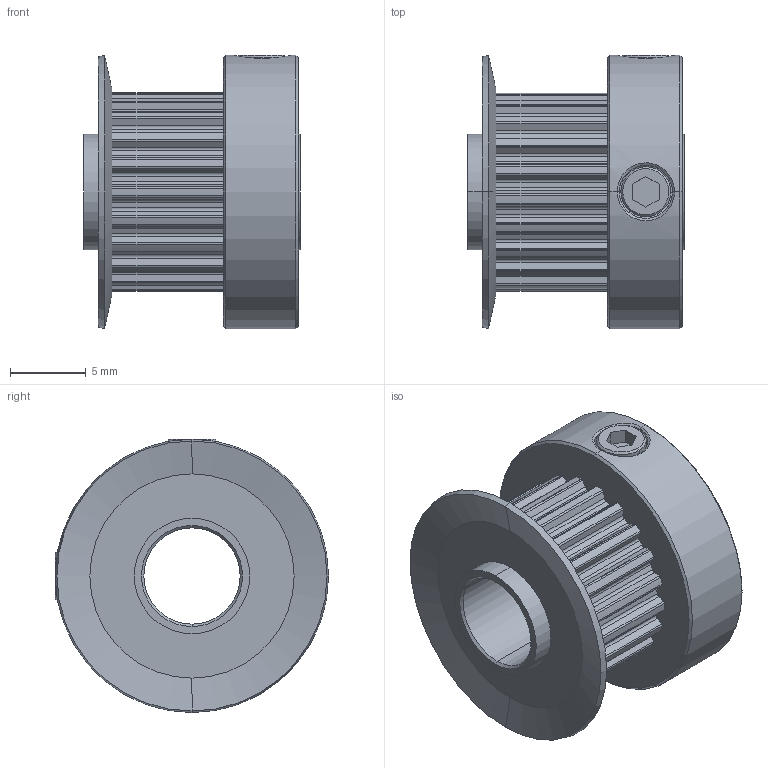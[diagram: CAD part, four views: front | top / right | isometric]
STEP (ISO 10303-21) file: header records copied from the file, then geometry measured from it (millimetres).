
FILE_DESCRIPTION (( 'STEP AP214' ), '1' );
FILE_NAME ('APB21MXL025CF-250.step', '2016-06-13T20:58:33', ( '' ), ( '' ), 'SwSTEP 2.0', 'SolidWorks 2016', '' );
FILE_SCHEMA (( 'AUTOMOTIVE_DESIGN' ));
Length unit declared in the file: inch
Products named in the file (1): APB21MXL025CF-250
Bounding box: 14.29 x 18.03 x 18.03 mm (x, y, z)
Volume: 1819.3 mm3; surface area: 1912.3 mm2
Topology: 3 solids, 3 shells, 245 faces, 688 edges, 453 vertices
Faces by surface type: cylinder 157, plane 66, cone 18, bspline 4
Entity records: 11234 total; most frequent: CARTESIAN_POINT 4573, DIRECTION 1475, ORIENTED_EDGE 1376, EDGE_CURVE 688, AXIS2_PLACEMENT_3D 568, VERTEX_POINT 453, VECTOR 339, LINE 339
